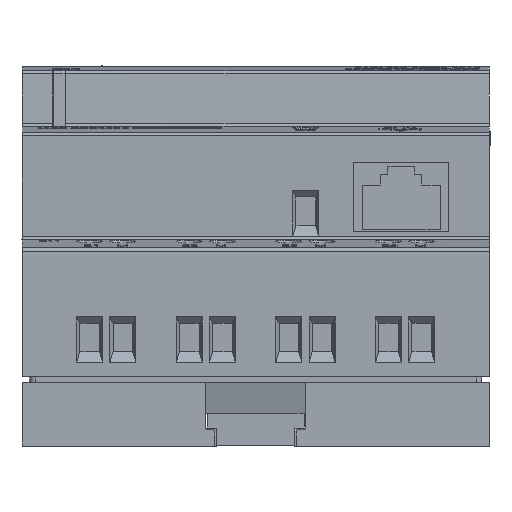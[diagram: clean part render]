
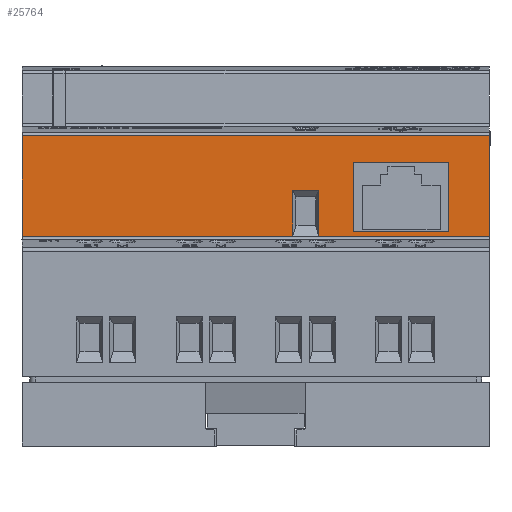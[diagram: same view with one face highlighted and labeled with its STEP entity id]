
A CAD part, front view. The second image highlights one B-rep face of the part: STEP entity #25764.
In plain terms, the highlighted face is planar.
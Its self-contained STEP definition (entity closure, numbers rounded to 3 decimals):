
#25764=ADVANCED_FACE('',(#30417,#30418,#30419),#28516,.T.);
#28516=PLANE('',#68314);
#30417=FACE_BOUND('',#30817,.T.);
#30418=FACE_BOUND('',#30818,.T.);
#30419=FACE_BOUND('',#30819,.T.);
#30817=EDGE_LOOP('',(#35276,#35277,#35278,#35279));
#30818=EDGE_LOOP('',(#35280,#35281,#35282,#35283));
#30819=EDGE_LOOP('',(#35284,#35285,#35286,#35287));
#35276=ORIENTED_EDGE('',*,*,#53390,.F.);
#35277=ORIENTED_EDGE('',*,*,#53391,.F.);
#35278=ORIENTED_EDGE('',*,*,#53392,.F.);
#35279=ORIENTED_EDGE('',*,*,#53393,.F.);
#35280=ORIENTED_EDGE('',*,*,#53394,.T.);
#35281=ORIENTED_EDGE('',*,*,#53395,.T.);
#35282=ORIENTED_EDGE('',*,*,#53396,.T.);
#35283=ORIENTED_EDGE('',*,*,#53397,.T.);
#35284=ORIENTED_EDGE('',*,*,#53398,.F.);
#35285=ORIENTED_EDGE('',*,*,#53389,.F.);
#35286=ORIENTED_EDGE('',*,*,#52996,.T.);
#35287=ORIENTED_EDGE('',*,*,#53399,.T.);
#48476=VERTEX_POINT('',#84955);
#48477=VERTEX_POINT('',#84957);
#48835=VERTEX_POINT('',#86167);
#48836=VERTEX_POINT('',#86171);
#48837=VERTEX_POINT('',#86172);
#48838=VERTEX_POINT('',#86174);
#48839=VERTEX_POINT('',#86176);
#48840=VERTEX_POINT('',#86179);
#48841=VERTEX_POINT('',#86180);
#48842=VERTEX_POINT('',#86182);
#48843=VERTEX_POINT('',#86184);
#48844=VERTEX_POINT('',#86187);
#52996=EDGE_CURVE('',#48477,#48476,#59813,.T.);
#53389=EDGE_CURVE('',#48477,#48835,#60082,.T.);
#53390=EDGE_CURVE('',#48836,#48837,#60083,.T.);
#53391=EDGE_CURVE('',#48838,#48836,#60084,.T.);
#53392=EDGE_CURVE('',#48839,#48838,#60085,.T.);
#53393=EDGE_CURVE('',#48837,#48839,#60086,.T.);
#53394=EDGE_CURVE('',#48840,#48841,#60087,.T.);
#53395=EDGE_CURVE('',#48841,#48842,#60088,.T.);
#53396=EDGE_CURVE('',#48842,#48843,#60089,.T.);
#53397=EDGE_CURVE('',#48843,#48840,#60090,.T.);
#53398=EDGE_CURVE('',#48835,#48844,#60091,.T.);
#53399=EDGE_CURVE('',#48476,#48844,#60092,.T.);
#59813=LINE('',#84956,#63782);
#60082=LINE('',#86168,#64051);
#60083=LINE('',#86170,#64052);
#60084=LINE('',#86173,#64053);
#60085=LINE('',#86175,#64054);
#60086=LINE('',#86177,#64055);
#60087=LINE('',#86178,#64056);
#60088=LINE('',#86181,#64057);
#60089=LINE('',#86183,#64058);
#60090=LINE('',#86185,#64059);
#60091=LINE('',#86186,#64060);
#60092=LINE('',#86188,#64061);
#63782=VECTOR('',#72315,1.);
#64051=VECTOR('',#72832,1.);
#64052=VECTOR('',#72835,1.);
#64053=VECTOR('',#72836,1.);
#64054=VECTOR('',#72837,1.);
#64055=VECTOR('',#72838,1.);
#64056=VECTOR('',#72839,1.);
#64057=VECTOR('',#72840,1.);
#64058=VECTOR('',#72841,1.);
#64059=VECTOR('',#72842,1.);
#64060=VECTOR('',#72843,1.);
#64061=VECTOR('',#72844,1.);
#68314=AXIS2_PLACEMENT_3D('',#86189,#72845,#72846);
#72315=DIRECTION('',(0.,-1.,0.));
#72832=DIRECTION('',(1.,0.,0.));
#72835=DIRECTION('',(0.,-1.,0.));
#72836=DIRECTION('',(-1.,0.,0.));
#72837=DIRECTION('',(0.,1.,0.));
#72838=DIRECTION('',(1.,0.,0.));
#72839=DIRECTION('',(-1.,0.,0.));
#72840=DIRECTION('',(0.,1.,0.));
#72841=DIRECTION('',(1.,0.,0.));
#72842=DIRECTION('',(0.,-1.,0.));
#72843=DIRECTION('',(0.,-1.,0.));
#72844=DIRECTION('',(1.,0.,0.));
#72845=DIRECTION('',(0.,0.,1.));
#72846=DIRECTION('',(0.,-1.,0.));
#84955=CARTESIAN_POINT('',(-35.75,27.05,34.));
#84956=CARTESIAN_POINT('',(-35.75,42.495,34.));
#84957=CARTESIAN_POINT('',(-35.75,42.495,34.));
#86167=CARTESIAN_POINT('',(35.75,42.495,34.));
#86168=CARTESIAN_POINT('',(-35.75,42.495,34.));
#86170=CARTESIAN_POINT('',(14.91,38.41,34.));
#86171=CARTESIAN_POINT('',(14.91,38.41,34.));
#86172=CARTESIAN_POINT('',(14.91,27.81,34.));
#86173=CARTESIAN_POINT('',(29.51,38.41,34.));
#86174=CARTESIAN_POINT('',(29.51,38.41,34.));
#86175=CARTESIAN_POINT('',(29.51,27.81,34.));
#86176=CARTESIAN_POINT('',(29.51,27.81,34.));
#86177=CARTESIAN_POINT('',(14.91,27.81,34.));
#86178=CARTESIAN_POINT('',(6.16,27.1,34.));
#86179=CARTESIAN_POINT('',(9.66,27.1,34.));
#86180=CARTESIAN_POINT('',(5.66,27.1,34.));
#86181=CARTESIAN_POINT('',(5.66,34.1,34.));
#86182=CARTESIAN_POINT('',(5.66,34.1,34.));
#86183=CARTESIAN_POINT('',(9.16,34.1,34.));
#86184=CARTESIAN_POINT('',(9.66,34.1,34.));
#86185=CARTESIAN_POINT('',(9.66,27.1,34.));
#86186=CARTESIAN_POINT('',(35.75,42.495,34.));
#86187=CARTESIAN_POINT('',(35.75,27.05,34.));
#86188=CARTESIAN_POINT('',(-35.75,27.05,34.));
#86189=CARTESIAN_POINT('',(-35.75,42.495,34.));
